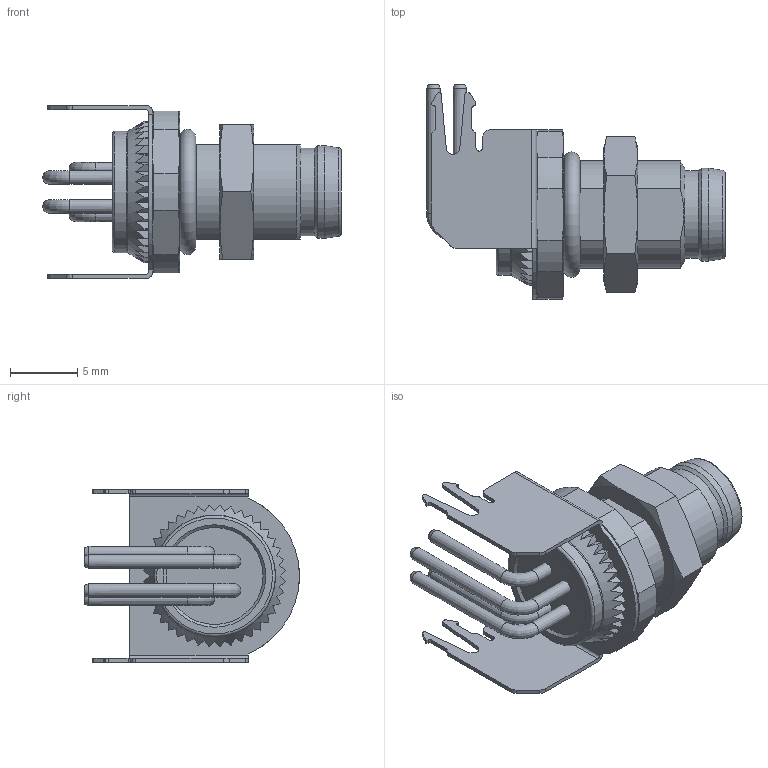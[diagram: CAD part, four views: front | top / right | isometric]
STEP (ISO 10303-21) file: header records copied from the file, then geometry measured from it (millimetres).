
FILE_DESCRIPTION(/* description */ (''),/* implementation_level */ '2;1');
FILE_NAME(/* name */ '09-3421-82-04_bg.stp',/* time_stamp */ '2010-03-12T11:20:30+01:00',/* author */ (''),/* organization */ (''),/* preprocessor_version */ 'ST-DEVELOPER v11',/* originating_system */ 'UGS - NX 5.0',/* authorisation */ '');
FILE_SCHEMA (('CONFIG_CONTROL_DESIGN'));
Length unit declared in the file: millimetre
Products named in the file (1): kborB66C5rcb
Bounding box: 22.15 x 15.95 x 12.8 mm (x, y, z)
Volume: 1106.6 mm3; surface area: 1671.1 mm2
Topology: 3 solids, 3 shells, 309 faces, 848 edges, 548 vertices
Faces by surface type: plane 154, cylinder 97, cone 32, bspline 16, torus 6, sphere 4
Full cylindrical faces by diameter (mm): 1 x4, 5.7 x1, 6.5 x1, 6.9 x1, 6.917 x1, 7.2 x1, 9 x1
Entity records: 13520 total; most frequent: CARTESIAN_POINT 6055, ORIENTED_EDGE 1566, DIRECTION 1460, EDGE_CURVE 783, AXIS2_PLACEMENT_3D 531, VERTEX_POINT 530, LINE 398, VECTOR 398
